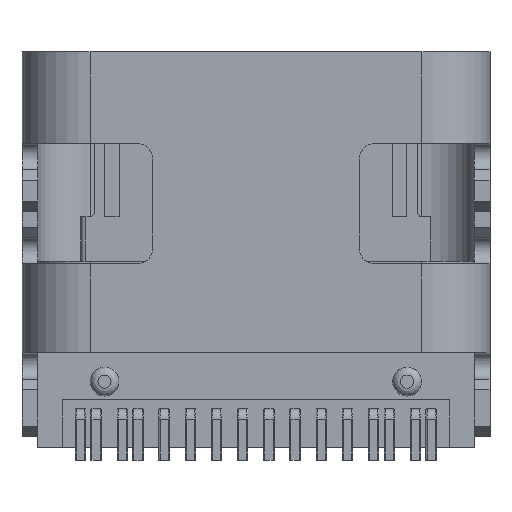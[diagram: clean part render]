
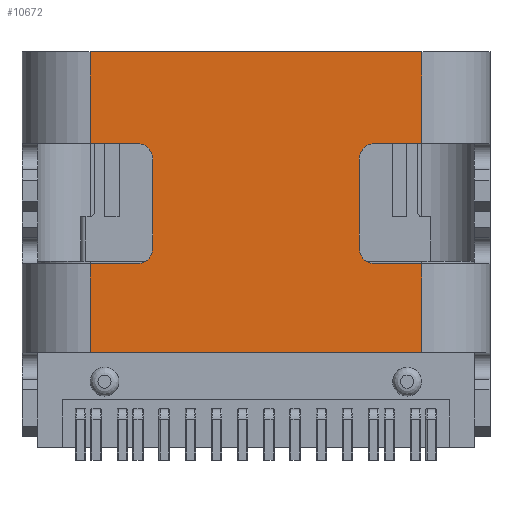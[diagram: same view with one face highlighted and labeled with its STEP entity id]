
A CAD part, front view. The second image highlights one B-rep face of the part: STEP entity #10672.
In plain terms, the highlighted planar face has unit normal (0, -1, 0).
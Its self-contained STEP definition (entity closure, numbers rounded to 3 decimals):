
#184=PLANE('',#11518);
#664=FACE_OUTER_BOUND('',#1336,.T.);
#1336=EDGE_LOOP('',(#7764,#7765,#7766,#7767,#7768,#7769,#7770,#7771,#7772,
#7773,#7774,#7775,#7776,#7777,#7778,#7779));
#2057=LINE('',#16795,#3088);
#2066=LINE('',#16820,#3097);
#2083=LINE('',#16871,#3114);
#2088=LINE('',#16884,#3119);
#2114=LINE('',#16938,#3145);
#2115=LINE('',#16940,#3146);
#2116=LINE('',#16944,#3147);
#2117=LINE('',#16946,#3148);
#2118=LINE('',#16948,#3149);
#2119=LINE('',#16950,#3150);
#2120=LINE('',#16954,#3151);
#2121=LINE('',#16956,#3152);
#3088=VECTOR('',#13108,10.);
#3097=VECTOR('',#13127,10.);
#3114=VECTOR('',#13172,10.);
#3119=VECTOR('',#13183,10.);
#3145=VECTOR('',#13237,10.);
#3146=VECTOR('',#13238,10.);
#3147=VECTOR('',#13241,10.);
#3148=VECTOR('',#13244,10.);
#3149=VECTOR('',#13245,10.);
#3150=VECTOR('',#13246,10.);
#3151=VECTOR('',#13249,10.);
#3152=VECTOR('',#13252,10.);
#4067=CIRCLE('',#11519,0.3);
#4068=CIRCLE('',#11520,0.3);
#4069=CIRCLE('',#11521,0.3);
#4070=CIRCLE('',#11522,0.3);
#4691=VERTEX_POINT('',#16784);
#4695=VERTEX_POINT('',#16793);
#4705=VERTEX_POINT('',#16817);
#4706=VERTEX_POINT('',#16819);
#4725=VERTEX_POINT('',#16868);
#4726=VERTEX_POINT('',#16870);
#4730=VERTEX_POINT('',#16881);
#4731=VERTEX_POINT('',#16883);
#4745=VERTEX_POINT('',#16937);
#4746=VERTEX_POINT('',#16939);
#4747=VERTEX_POINT('',#16941);
#4748=VERTEX_POINT('',#16943);
#4749=VERTEX_POINT('',#16947);
#4750=VERTEX_POINT('',#16949);
#4751=VERTEX_POINT('',#16951);
#4752=VERTEX_POINT('',#16953);
#5801=EDGE_CURVE('',#4691,#4695,#2057,.T.);
#5813=EDGE_CURVE('',#4706,#4705,#2066,.T.);
#5838=EDGE_CURVE('',#4726,#4725,#2083,.T.);
#5845=EDGE_CURVE('',#4731,#4730,#2088,.T.);
#5874=EDGE_CURVE('',#4745,#4705,#2114,.T.);
#5875=EDGE_CURVE('',#4745,#4746,#2115,.T.);
#5876=EDGE_CURVE('',#4747,#4746,#4067,.T.);
#5877=EDGE_CURVE('',#4747,#4748,#2116,.T.);
#5878=EDGE_CURVE('',#4731,#4748,#4068,.T.);
#5879=EDGE_CURVE('',#4691,#4730,#2117,.T.);
#5880=EDGE_CURVE('',#4749,#4695,#2118,.T.);
#5881=EDGE_CURVE('',#4749,#4750,#2119,.T.);
#5882=EDGE_CURVE('',#4751,#4750,#4069,.T.);
#5883=EDGE_CURVE('',#4751,#4752,#2120,.T.);
#5884=EDGE_CURVE('',#4726,#4752,#4070,.T.);
#5885=EDGE_CURVE('',#4706,#4725,#2121,.T.);
#7764=ORIENTED_EDGE('',*,*,#5813,.T.);
#7765=ORIENTED_EDGE('',*,*,#5874,.F.);
#7766=ORIENTED_EDGE('',*,*,#5875,.T.);
#7767=ORIENTED_EDGE('',*,*,#5876,.F.);
#7768=ORIENTED_EDGE('',*,*,#5877,.T.);
#7769=ORIENTED_EDGE('',*,*,#5878,.F.);
#7770=ORIENTED_EDGE('',*,*,#5845,.T.);
#7771=ORIENTED_EDGE('',*,*,#5879,.F.);
#7772=ORIENTED_EDGE('',*,*,#5801,.T.);
#7773=ORIENTED_EDGE('',*,*,#5880,.F.);
#7774=ORIENTED_EDGE('',*,*,#5881,.T.);
#7775=ORIENTED_EDGE('',*,*,#5882,.F.);
#7776=ORIENTED_EDGE('',*,*,#5883,.T.);
#7777=ORIENTED_EDGE('',*,*,#5884,.F.);
#7778=ORIENTED_EDGE('',*,*,#5838,.T.);
#7779=ORIENTED_EDGE('',*,*,#5885,.F.);
#10672=ADVANCED_FACE('',(#664),#184,.F.);
#11518=AXIS2_PLACEMENT_3D('',#16936,#13235,#13236);
#11519=AXIS2_PLACEMENT_3D('',#16942,#13239,#13240);
#11520=AXIS2_PLACEMENT_3D('',#16945,#13242,#13243);
#11521=AXIS2_PLACEMENT_3D('',#16952,#13247,#13248);
#11522=AXIS2_PLACEMENT_3D('',#16955,#13250,#13251);
#13108=DIRECTION('',(-1.,0.,0.));
#13127=DIRECTION('',(1.,0.,0.));
#13172=DIRECTION('',(-1.,0.,0.));
#13183=DIRECTION('',(1.,0.,0.));
#13235=DIRECTION('center_axis',(0.,1.,0.));
#13236=DIRECTION('ref_axis',(1.,0.,0.));
#13237=DIRECTION('',(0.,0.,-1.));
#13238=DIRECTION('',(-1.,0.,0.));
#13239=DIRECTION('center_axis',(0.,-1.,0.));
#13240=DIRECTION('ref_axis',(-0.707,0.,-0.707));
#13241=DIRECTION('',(0.,0.,1.));
#13242=DIRECTION('center_axis',(0.,-1.,0.));
#13243=DIRECTION('ref_axis',(-0.707,0.,0.707));
#13244=DIRECTION('',(0.,0.,-1.));
#13245=DIRECTION('',(0.,0.,1.));
#13246=DIRECTION('',(1.,0.,0.));
#13247=DIRECTION('center_axis',(0.,-1.,0.));
#13248=DIRECTION('ref_axis',(0.707,0.,0.707));
#13249=DIRECTION('',(0.,0.,-1.));
#13250=DIRECTION('center_axis',(0.,-1.,0.));
#13251=DIRECTION('ref_axis',(0.707,0.,-0.707));
#13252=DIRECTION('',(0.,0.,1.));
#16784=CARTESIAN_POINT('',(3.173,0.,6.8));
#16793=CARTESIAN_POINT('',(-3.167,0.,6.8));
#16795=CARTESIAN_POINT('',(4.473,0.,6.8));
#16817=CARTESIAN_POINT('',(3.173,0.,1.05));
#16819=CARTESIAN_POINT('',(-3.167,0.,1.05));
#16820=CARTESIAN_POINT('',(2.238,0.,1.05));
#16868=CARTESIAN_POINT('',(-3.167,0.,2.75));
#16870=CARTESIAN_POINT('',(-2.267,0.,2.75));
#16871=CARTESIAN_POINT('',(-2.232,0.,2.75));
#16881=CARTESIAN_POINT('',(3.173,0.,5.05));
#16883=CARTESIAN_POINT('',(2.273,0.,5.05));
#16884=CARTESIAN_POINT('',(2.238,0.,5.05));
#16936=CARTESIAN_POINT('Origin',(0.003,0.,3.125));
#16937=CARTESIAN_POINT('',(3.173,0.,2.75));
#16938=CARTESIAN_POINT('',(3.173,0.,4.963));
#16939=CARTESIAN_POINT('',(2.273,0.,2.75));
#16940=CARTESIAN_POINT('',(2.238,0.,2.75));
#16941=CARTESIAN_POINT('',(1.973,0.,3.05));
#16942=CARTESIAN_POINT('Origin',(2.273,0.,3.05));
#16943=CARTESIAN_POINT('',(1.973,0.,4.75));
#16944=CARTESIAN_POINT('',(1.973,0.,3.513));
#16945=CARTESIAN_POINT('Origin',(2.273,0.,4.75));
#16946=CARTESIAN_POINT('',(3.173,0.,4.963));
#16947=CARTESIAN_POINT('',(-3.167,0.,5.05));
#16948=CARTESIAN_POINT('',(-3.167,0.,1.288));
#16949=CARTESIAN_POINT('',(-2.267,0.,5.05));
#16950=CARTESIAN_POINT('',(-2.232,0.,5.05));
#16951=CARTESIAN_POINT('',(-1.967,0.,4.75));
#16952=CARTESIAN_POINT('Origin',(-2.267,0.,4.75));
#16953=CARTESIAN_POINT('',(-1.967,0.,3.05));
#16954=CARTESIAN_POINT('',(-1.967,0.,3.513));
#16955=CARTESIAN_POINT('Origin',(-2.267,0.,3.05));
#16956=CARTESIAN_POINT('',(-3.167,0.,1.288));
